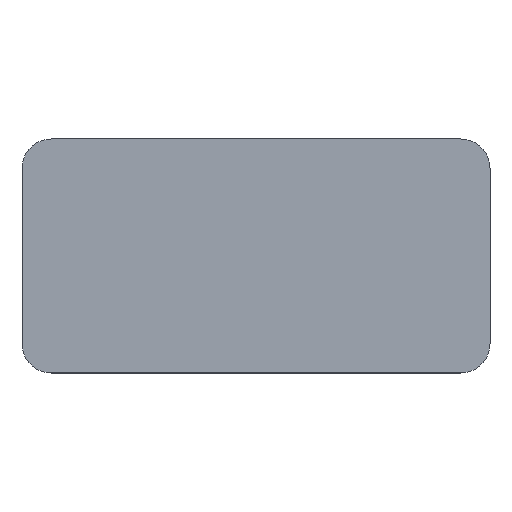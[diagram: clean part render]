
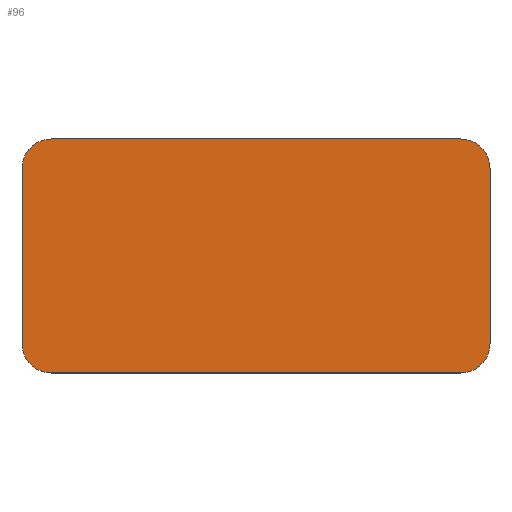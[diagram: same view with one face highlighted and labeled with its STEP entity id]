
A CAD part, top view. The second image highlights one B-rep face of the part: STEP entity #96.
In plain terms, the highlighted planar face has unit normal (0, 0, 1).
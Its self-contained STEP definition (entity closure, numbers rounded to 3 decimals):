
#63=PLANE('',#887);
#96=ADVANCED_FACE('',(#155),#63,.T.);
#155=FACE_OUTER_BOUND('',#201,.T.);
#201=EDGE_LOOP('',(#361,#362,#363,#364,#365,#366,#367,#368));
#250=CIRCLE('',#873,2.5);
#252=CIRCLE('',#877,2.5);
#254=CIRCLE('',#881,2.518);
#256=CIRCLE('',#885,2.5);
#361=ORIENTED_EDGE('',*,*,#611,.T.);
#362=ORIENTED_EDGE('',*,*,#615,.T.);
#363=ORIENTED_EDGE('',*,*,#618,.T.);
#364=ORIENTED_EDGE('',*,*,#621,.T.);
#365=ORIENTED_EDGE('',*,*,#624,.T.);
#366=ORIENTED_EDGE('',*,*,#627,.T.);
#367=ORIENTED_EDGE('',*,*,#630,.T.);
#368=ORIENTED_EDGE('',*,*,#632,.T.);
#531=VERTEX_POINT('',#1269);
#532=VERTEX_POINT('',#1271);
#534=VERTEX_POINT('',#1277);
#536=VERTEX_POINT('',#1283);
#538=VERTEX_POINT('',#1289);
#540=VERTEX_POINT('',#1295);
#542=VERTEX_POINT('',#1301);
#544=VERTEX_POINT('',#1307);
#611=EDGE_CURVE('',#532,#531,#703,.T.);
#615=EDGE_CURVE('',#531,#534,#250,.T.);
#618=EDGE_CURVE('',#534,#536,#708,.T.);
#621=EDGE_CURVE('',#536,#538,#252,.T.);
#624=EDGE_CURVE('',#538,#540,#712,.T.);
#627=EDGE_CURVE('',#540,#542,#254,.T.);
#630=EDGE_CURVE('',#542,#544,#716,.T.);
#632=EDGE_CURVE('',#544,#532,#256,.T.);
#703=LINE('',#1270,#779);
#708=LINE('',#1284,#784);
#712=LINE('',#1296,#788);
#716=LINE('',#1308,#792);
#779=VECTOR('',#1016,1.);
#784=VECTOR('',#1029,1.);
#788=VECTOR('',#1041,1.);
#792=VECTOR('',#1053,1.);
#873=AXIS2_PLACEMENT_3D('',#1278,#1023,#1024);
#877=AXIS2_PLACEMENT_3D('',#1290,#1035,#1036);
#881=AXIS2_PLACEMENT_3D('',#1302,#1047,#1048);
#885=AXIS2_PLACEMENT_3D('',#1311,#1058,#1059);
#887=AXIS2_PLACEMENT_3D('',#1313,#1062,#1063);
#1016=DIRECTION('',(0.,-1.,0.));
#1023=DIRECTION('',(0.,0.,1.));
#1024=DIRECTION('',(1.,0.,0.));
#1029=DIRECTION('',(1.,0.,0.));
#1035=DIRECTION('',(0.,0.,1.));
#1036=DIRECTION('',(1.,0.,0.));
#1041=DIRECTION('',(0.,1.,0.));
#1047=DIRECTION('',(0.,0.,1.));
#1048=DIRECTION('',(1.,0.,0.));
#1053=DIRECTION('',(-1.,0.,0.));
#1058=DIRECTION('',(0.,0.,1.));
#1059=DIRECTION('',(1.,0.,0.));
#1062=DIRECTION('',(0.,0.,1.));
#1063=DIRECTION('',(1.,0.,0.));
#1269=CARTESIAN_POINT('',(-20.,-8.2,4.));
#1270=CARTESIAN_POINT('',(-20.,6.8,4.));
#1271=CARTESIAN_POINT('',(-20.,6.8,4.));
#1277=CARTESIAN_POINT('',(-17.5,-10.7,4.));
#1278=CARTESIAN_POINT('',(-17.5,-8.2,4.));
#1283=CARTESIAN_POINT('',(17.5,-10.7,4.));
#1284=CARTESIAN_POINT('',(-17.5,-10.7,4.));
#1289=CARTESIAN_POINT('',(20.,-8.2,4.));
#1290=CARTESIAN_POINT('',(17.5,-8.2,4.));
#1295=CARTESIAN_POINT('',(20.,6.782,4.));
#1296=CARTESIAN_POINT('',(20.,-8.2,4.));
#1301=CARTESIAN_POINT('',(17.482,9.3,4.));
#1302=CARTESIAN_POINT('',(17.482,6.782,4.));
#1307=CARTESIAN_POINT('',(-17.5,9.3,4.));
#1308=CARTESIAN_POINT('',(17.482,9.3,4.));
#1311=CARTESIAN_POINT('',(-17.5,6.8,4.));
#1313=CARTESIAN_POINT('',(-17.5,-8.2,4.));
